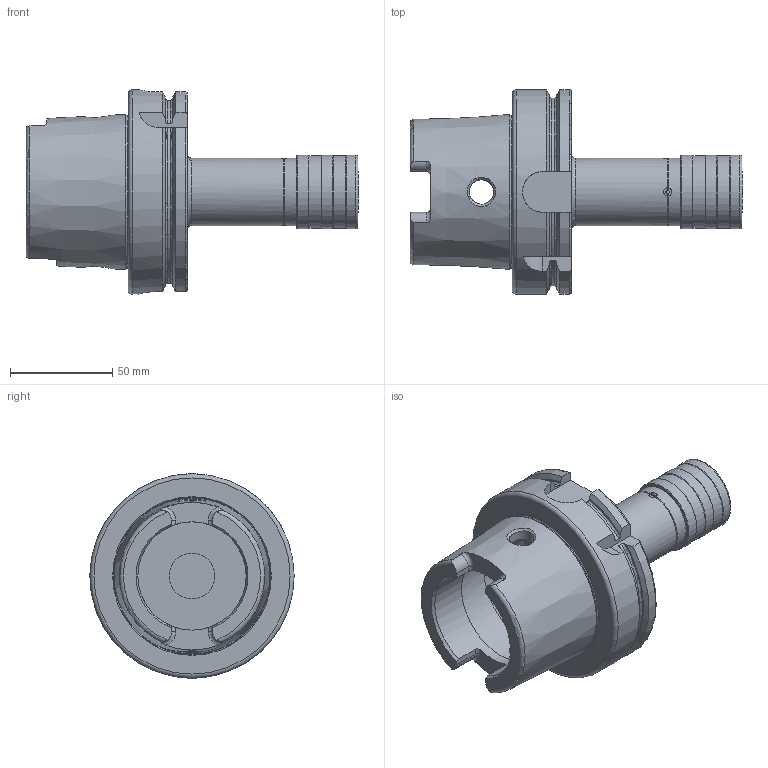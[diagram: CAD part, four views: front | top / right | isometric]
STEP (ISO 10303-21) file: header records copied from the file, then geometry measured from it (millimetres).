
FILE_DESCRIPTION( ( 'Unknown' ), '1' );
FILE_NAME( 'A100.16.12.stp', 'Unknown', ( 'Unknown' ), ( 'Unknown' ), 'PSStep 15.0.49', 'Unknown', ' ' );
FILE_SCHEMA( ( 'AUTOMOTIVE_DESIGN { 1 0 10303 214 1 1 1 1 }' ) );
Length unit declared in the file: millimetre
Products named in the file (1): 1
Bounding box: 162.5 x 100 x 100 mm (x, y, z)
Volume: 326090.6 mm3; surface area: 59947.6 mm2
Topology: 1 solids, 1 shells, 141 faces, 375 edges, 243 vertices
Faces by surface type: plane 52, cylinder 43, torus 26, cone 18, bspline 2
Full cylindrical faces by diameter (mm): 3.9 x2, 4 x2, 12 x2, 19 x1, 22.376 x1, 26 x1, 33 x2, 35.5 x2, 36 x3, 53 x2, 63 x1, 74.676 x1, 100 x1
Entity records: 6192 total; most frequent: CARTESIAN_POINT 1867, ORIENTED_EDGE 640, DIRECTION 637, EDGE_CURVE 320, AXIS2_PLACEMENT_3D 265, VERTEX_POINT 226, EDGE_LOOP 190, FACE_OUTER_BOUND 169
